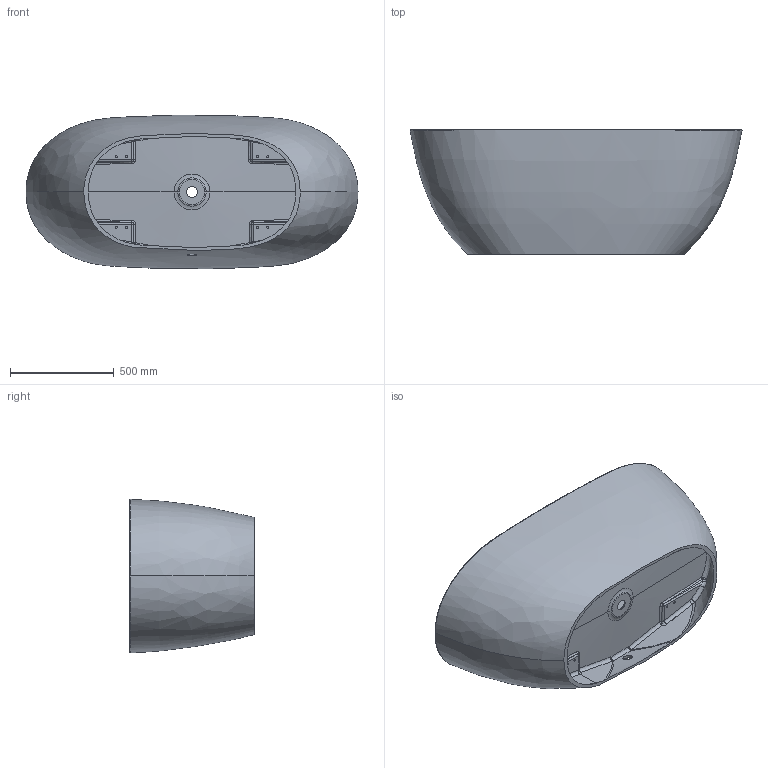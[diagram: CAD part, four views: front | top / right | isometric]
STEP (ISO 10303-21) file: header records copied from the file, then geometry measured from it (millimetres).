
FILE_DESCRIPTION (( 'STEP AP203' ), '1' );
FILE_NAME ('F1200161.step', '2022-03-15T12:43:35', ( '' ), ( '' ), 'SwSTEP 2.0', 'SolidWorks 2021', '' );
FILE_SCHEMA (( 'CONFIG_CONTROL_DESIGN' ));
Length unit declared in the file: millimetre
Products named in the file (1): F1200161
Bounding box: 1600.38 x 600 x 739.97 mm (x, y, z)
Volume: 45666297.2 mm3; surface area: 5576866.6 mm2
Topology: 1 solids, 1 shells, 178 faces, 419 edges, 240 vertices
Faces by surface type: bspline 85, cylinder 49, plane 28, torus 6, cone 6, sphere 4
Entity records: 32679 total; most frequent: CARTESIAN_POINT 29237, ORIENTED_EDGE 814, DIRECTION 533, EDGE_CURVE 407, VERTEX_POINT 240, AXIS2_PLACEMENT_3D 231, EDGE_LOOP 193, B_SPLINE_CURVE_WITH_KNOTS 191
